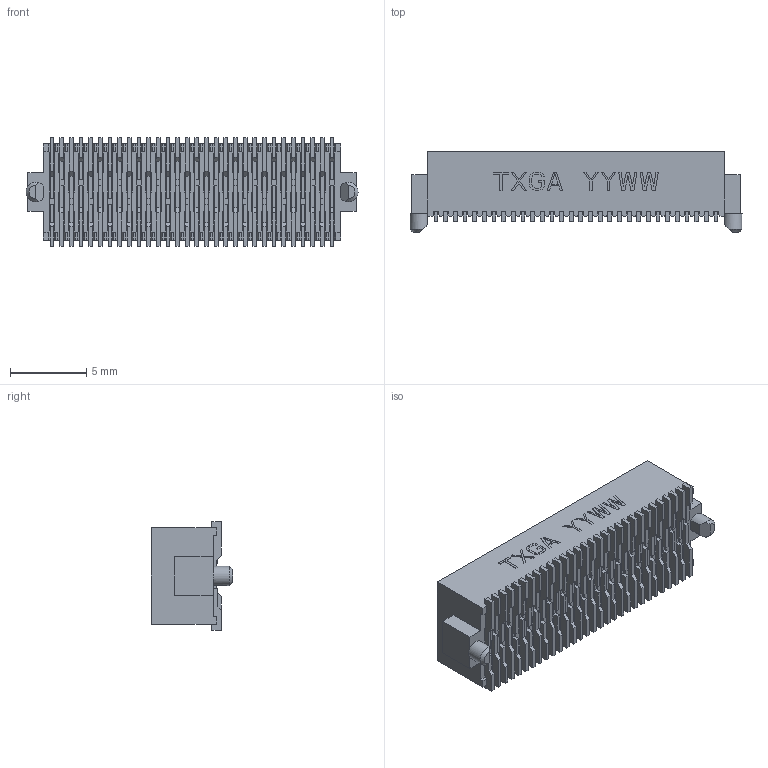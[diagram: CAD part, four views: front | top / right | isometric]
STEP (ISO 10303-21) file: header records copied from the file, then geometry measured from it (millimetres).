
FILE_DESCRIPTION((''),'2;1');
FILE_NAME('FBB12709-F20-H46_ASM','2026-03-17T10:57:15',('gongchengVV'),(''),'CREO PARAMETRIC BY PTC INC, 2020033','CREO PARAMETRIC BY PTC INC, 2020033','');
FILE_SCHEMA(('CONFIG_CONTROL_DESIGN'));
Products named in the file (1): FBB12709-F20-H46_ASM
Bounding box: 21.84 x 5.33 x 7.15 mm (x, y, z)
Volume: 461.8 mm3; surface area: 1962.8 mm2
Topology: 61 solids, 61 shells, 2618 faces, 7397 edges, 4850 vertices
Faces by surface type: plane 2554, cylinder 62, cone 2
Entity records: 82877 total; most frequent: CARTESIAN_POINT 14901, ORIENTED_EDGE 14794, DIRECTION 12755, EDGE_CURVE 7397, VECTOR 7259, LINE 7259, VERTEX_POINT 4850, AXIS2_PLACEMENT_3D 2748
